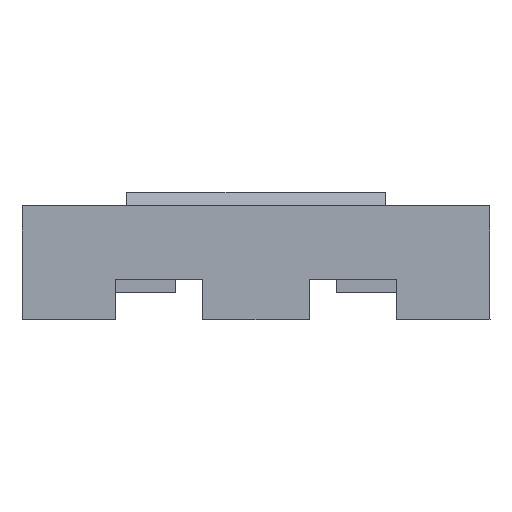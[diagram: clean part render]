
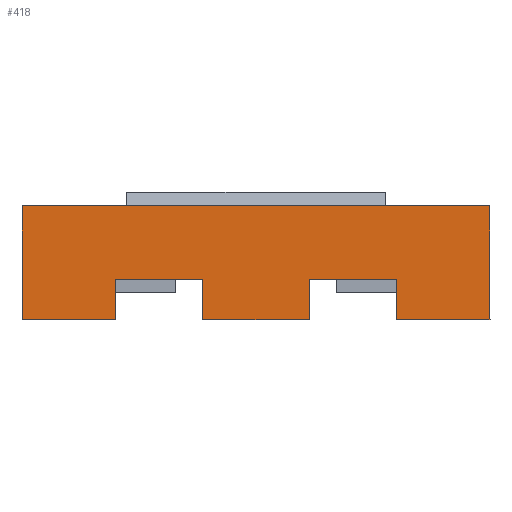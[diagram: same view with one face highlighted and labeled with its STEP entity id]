
A CAD part, front view. The second image highlights one B-rep face of the part: STEP entity #418.
In plain terms, the highlighted planar face has unit normal (0, -1, 0).
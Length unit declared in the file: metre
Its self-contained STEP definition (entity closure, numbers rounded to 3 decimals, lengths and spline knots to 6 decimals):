
#418=ADVANCED_FACE('',(#1086),#1087,.F.);
#1086=FACE_OUTER_BOUND('',#2053,.T.);
#1087=PLANE('',#2054);
#2053=EDGE_LOOP('',(#3315,#3316,#3317,#3318,#3319,#3320,#3321,#3322,#3323,#3324,#3325,#3326,#3327,#3328));
#2054=AXIS2_PLACEMENT_3D('',#3329,#3330,#3331);
#3315=ORIENTED_EDGE('',*,*,#5816,.T.);
#3316=ORIENTED_EDGE('',*,*,#5817,.T.);
#3317=ORIENTED_EDGE('',*,*,#5818,.F.);
#3318=ORIENTED_EDGE('',*,*,#5819,.F.);
#3319=ORIENTED_EDGE('',*,*,#5809,.F.);
#3320=ORIENTED_EDGE('',*,*,#5820,.F.);
#3321=ORIENTED_EDGE('',*,*,#5821,.F.);
#3322=ORIENTED_EDGE('',*,*,#5822,.F.);
#3323=ORIENTED_EDGE('',*,*,#5672,.F.);
#3324=ORIENTED_EDGE('',*,*,#5686,.F.);
#3325=ORIENTED_EDGE('',*,*,#5823,.F.);
#3326=ORIENTED_EDGE('',*,*,#5824,.F.);
#3327=ORIENTED_EDGE('',*,*,#5825,.T.);
#3328=ORIENTED_EDGE('',*,*,#5826,.T.);
#3329=CARTESIAN_POINT('',(0.035,0.,-0.0086));
#3330=DIRECTION('',(0.,1.0,0.));
#3331=DIRECTION('',(1.0,0.,0.));
#5672=EDGE_CURVE('',#6823,#6825,#6826,.T.);
#5686=EDGE_CURVE('',#6849,#6823,#6851,.T.);
#5809=EDGE_CURVE('',#7057,#7052,#7059,.T.);
#5816=EDGE_CURVE('',#7067,#7068,#7069,.T.);
#5817=EDGE_CURVE('',#7068,#7070,#7071,.T.);
#5818=EDGE_CURVE('',#7072,#7070,#7073,.T.);
#5819=EDGE_CURVE('',#7052,#7072,#7074,.T.);
#5820=EDGE_CURVE('',#7075,#7057,#7076,.T.);
#5821=EDGE_CURVE('',#7077,#7075,#7078,.T.);
#5822=EDGE_CURVE('',#6825,#7077,#7079,.T.);
#5823=EDGE_CURVE('',#7080,#6849,#7081,.T.);
#5824=EDGE_CURVE('',#7082,#7080,#7083,.T.);
#5825=EDGE_CURVE('',#7082,#7084,#7085,.T.);
#5826=EDGE_CURVE('',#7084,#7067,#7086,.T.);
#6823=VERTEX_POINT('',#8481);
#6825=VERTEX_POINT('',#8484);
#6826=LINE('',#8485,#8486);
#6849=VERTEX_POINT('',#8520);
#6851=LINE('',#8523,#8524);
#7052=VERTEX_POINT('',#8811);
#7057=VERTEX_POINT('',#8818);
#7059=LINE('',#8821,#8822);
#7067=VERTEX_POINT('',#8833);
#7068=VERTEX_POINT('',#8834);
#7069=LINE('',#8835,#8836);
#7070=VERTEX_POINT('',#8837);
#7071=LINE('',#8838,#8839);
#7072=VERTEX_POINT('',#8840);
#7073=LINE('',#8841,#8842);
#7074=LINE('',#8843,#8844);
#7075=VERTEX_POINT('',#8845);
#7076=LINE('',#8846,#8847);
#7077=VERTEX_POINT('',#8848);
#7078=LINE('',#8849,#8850);
#7079=LINE('',#8851,#8852);
#7080=VERTEX_POINT('',#8853);
#7081=LINE('',#8854,#8855);
#7082=VERTEX_POINT('',#8856);
#7083=LINE('',#8857,#8858);
#7084=VERTEX_POINT('',#8859);
#7085=LINE('',#8860,#8861);
#7086=LINE('',#8862,#8863);
#8481=CARTESIAN_POINT('',(0.0215,0.,-0.0055));
#8484=CARTESIAN_POINT('',(0.0215,0.,-0.0085));
#8485=CARTESIAN_POINT('',(0.0215,0.,-0.0086));
#8486=VECTOR('',#10600,1.0);
#8520=CARTESIAN_POINT('',(0.028,0.,-0.0055));
#8523=CARTESIAN_POINT('',(0.0395,0.,-0.0055));
#8524=VECTOR('',#10613,1.0);
#8811=CARTESIAN_POINT('',(0.007,0.,-0.0085));
#8818=CARTESIAN_POINT('',(0.007,0.,-0.0055));
#8821=CARTESIAN_POINT('',(0.007,0.,-0.0086));
#8822=VECTOR('',#10736,1.0);
#8833=CARTESIAN_POINT('',(0.03115,0.,0.));
#8834=CARTESIAN_POINT('',(0.00385,0.,0.));
#8835=CARTESIAN_POINT('',(0.035,0.,0.));
#8836=VECTOR('',#10740,1.0);
#8837=CARTESIAN_POINT('',(0.,0.,0.));
#8838=CARTESIAN_POINT('',(0.044,0.,0.));
#8839=VECTOR('',#10741,1.0);
#8840=CARTESIAN_POINT('',(0.,0.,-0.0085));
#8841=CARTESIAN_POINT('',(0.,0.,-0.0086));
#8842=VECTOR('',#10742,1.0);
#8843=CARTESIAN_POINT('',(0.0395,0.,-0.0085));
#8844=VECTOR('',#10743,1.0);
#8845=CARTESIAN_POINT('',(0.0135,0.,-0.0055));
#8846=CARTESIAN_POINT('',(0.0395,0.,-0.0055));
#8847=VECTOR('',#10744,1.0);
#8848=CARTESIAN_POINT('',(0.0135,0.,-0.0085));
#8849=CARTESIAN_POINT('',(0.0135,0.,-0.0086));
#8850=VECTOR('',#10745,1.0);
#8851=CARTESIAN_POINT('',(0.0395,0.,-0.0085));
#8852=VECTOR('',#10746,1.0);
#8853=CARTESIAN_POINT('',(0.028,0.,-0.0085));
#8854=CARTESIAN_POINT('',(0.028,0.,-0.0086));
#8855=VECTOR('',#10747,1.0);
#8856=CARTESIAN_POINT('',(0.035,0.,-0.0085));
#8857=CARTESIAN_POINT('',(0.0395,0.,-0.0085));
#8858=VECTOR('',#10748,1.0);
#8859=CARTESIAN_POINT('',(0.035,0.,0.));
#8860=CARTESIAN_POINT('',(0.035,0.,-0.0086));
#8861=VECTOR('',#10749,1.0);
#8862=CARTESIAN_POINT('',(0.035,0.,0.));
#8863=VECTOR('',#10750,1.0);
#10600=DIRECTION('',(0.,0.,-1.0));
#10613=DIRECTION('',(-1.0,0.,0.));
#10736=DIRECTION('',(0.,0.,-1.0));
#10740=DIRECTION('',(-1.0,0.,0.));
#10741=DIRECTION('',(-1.0,0.,0.));
#10742=DIRECTION('',(0.,0.,1.0));
#10743=DIRECTION('',(-1.0,0.,0.));
#10744=DIRECTION('',(-1.0,0.,0.));
#10745=DIRECTION('',(0.,0.,1.0));
#10746=DIRECTION('',(-1.0,0.,0.));
#10747=DIRECTION('',(0.,0.,1.0));
#10748=DIRECTION('',(-1.0,0.,0.));
#10749=DIRECTION('',(0.,0.,1.0));
#10750=DIRECTION('',(-1.0,0.,0.));
